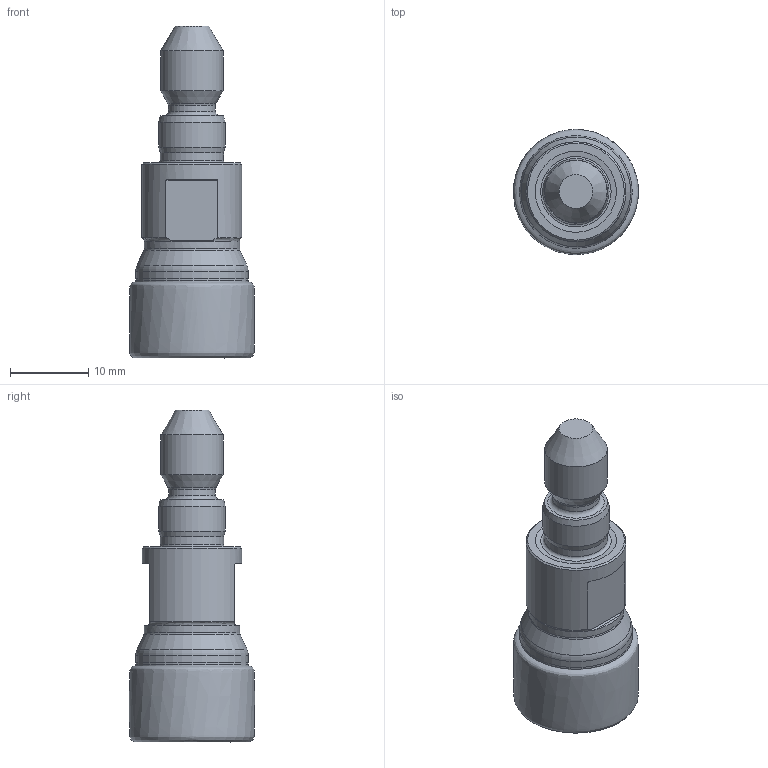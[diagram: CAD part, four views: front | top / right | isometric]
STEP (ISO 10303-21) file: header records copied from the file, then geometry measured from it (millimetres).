
FILE_DESCRIPTION(/* description */ (''),/* implementation_level */ '2;1');
FILE_NAME(/* name */ 'TOOLASSEMBLY_1.STP',/* time_stamp */ '2024-08-27T14:20:43+02:00',/* author */ (''),/* organization */ ('SMS'),/* preprocessor_version */ 'ST-DEVELOPER v16.7',/* originating_system */ 'SIEMENS PLM Software NX 12.0',/* authorisation */ '');
FILE_SCHEMA (('AUTOMOTIVE_DESIGN { 1 0 10303 214 3 1 1 1 }'));
Length unit declared in the file: millimetre
Products named in the file (4): ASSEMBLY_CONSTRUCTION; CUT_20240827141928; NOCUT_20240827141916; TOOLASSEMBLY_1
Assembly tree (3 placements, depth 2):
  TOOLASSEMBLY_1
    NOCUT_20240827141916
    CUT_20240827141928
    ASSEMBLY_CONSTRUCTION
Bounding box: 16 x 16.02 x 42.5 mm (x, y, z)
Volume: 6122.6 mm3; surface area: 2710.6 mm2
Topology: 2 solids, 2 shells, 49 faces, 112 edges, 74 vertices
Faces by surface type: torus 14, cone 12, cylinder 11, plane 11, bspline 1
Full cylindrical faces by diameter (mm): 6 x1, 8 x1, 8.1 x1, 8.5 x1, 12.2 x1, 12.8 x1, 14.4 x1
Entity records: 5723 total; most frequent: CARTESIAN_POINT 4633, DIRECTION 214, ORIENTED_EDGE 140, AXIS2_PLACEMENT_3D 101, EDGE_LOOP 82, EDGE_CURVE 70, FACE_BOUND 69, VERTEX_POINT 59
